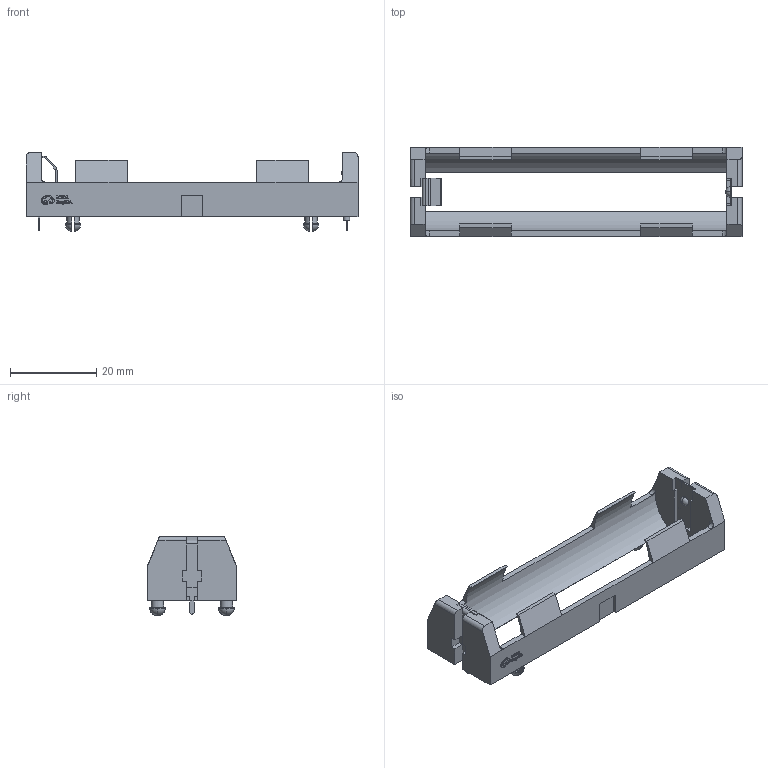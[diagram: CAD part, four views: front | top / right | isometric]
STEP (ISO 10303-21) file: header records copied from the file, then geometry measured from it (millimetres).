
FILE_DESCRIPTION (( 'STEP AP214' ), '1' );
FILE_NAME ('BAT-TH_BH-18650-A5BJ003.STEP', '2023-10-28T01:11:40', ( '' ), ( '' ), 'SwSTEP 2.0', 'SolidWorks 2020', '' );
FILE_SCHEMA (( 'AUTOMOTIVE_DESIGN' ));
Length unit declared in the file: millimetre
Products named in the file (1): BAT-TH_BH-18650-A5BJ003
Bounding box: 77.05 x 20.66 x 18.3 mm (x, y, z)
Volume: 5002.2 mm3; surface area: 6203 mm2
Topology: 3 solids, 3 shells, 403 faces, 1103 edges, 730 vertices
Faces by surface type: plane 255, bspline 98, cylinder 28, torus 22
Entity records: 18006 total; most frequent: CARTESIAN_POINT 3965, ORIENTED_EDGE 2206, DIRECTION 1573, EDGE_CURVE 1103, LINE 773, VECTOR 773, VERTEX_POINT 730, EDGE_LOOP 429
